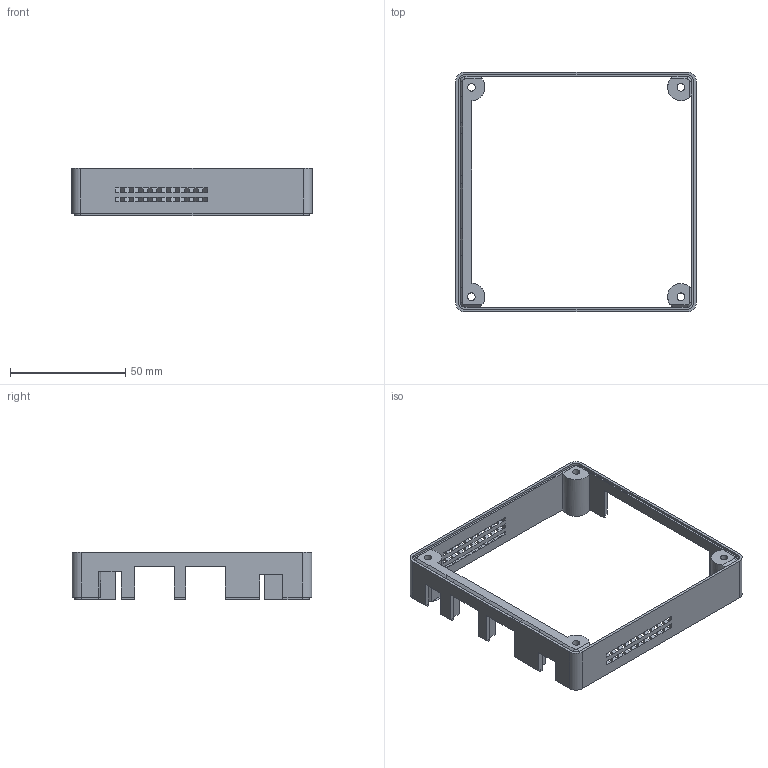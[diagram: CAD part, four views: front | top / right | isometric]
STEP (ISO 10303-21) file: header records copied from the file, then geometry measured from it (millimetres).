
FILE_DESCRIPTION(/* description */ (''),/* implementation_level */ '2;1');
FILE_NAME(/* name */ 'ATX Switch 8-port middle.step',/* time_stamp */ '2024-04-29T16:33:47+01:00',/* author */ (''),/* organization */ (''),/* preprocessor_version */ 'ST-DEVELOPER v20',/* originating_system */ 'Autodesk Translation Framework v12.20.1.177',/* authorisation */ '');
FILE_SCHEMA (('AUTOMOTIVE_DESIGN { 1 0 10303 214 3 1 1 }'));
Length unit declared in the file: millimetre
Products named in the file (2): ATX 8-port box - try2 with hatch; box - middle
Assembly tree (1 placements, depth 2):
  ATX 8-port box - try2 with hatch
    box - middle
Bounding box: 104.47 x 104.14 x 20.51 mm (x, y, z)
Volume: 21647.3 mm3; surface area: 19531.5 mm2
Topology: 1 solids, 1 shells, 552 faces, 1583 edges, 880 vertices
Faces by surface type: plane 512, cylinder 32, cone 8
Full cylindrical faces by diameter (mm): 3.3 x4, 4.2 x4
Entity records: 17542 total; most frequent: ORIENTED_EDGE 3174, CARTESIAN_POINT 3058, DIRECTION 2797, EDGE_CURVE 1587, LINE 1479, VECTOR 1479, VERTEX_POINT 880, AXIS2_PLACEMENT_3D 659
